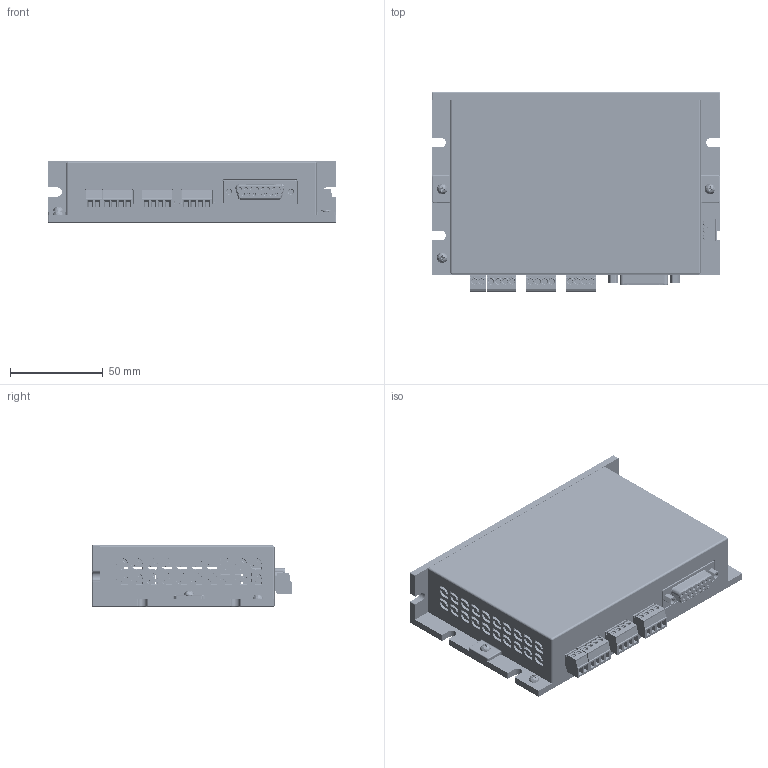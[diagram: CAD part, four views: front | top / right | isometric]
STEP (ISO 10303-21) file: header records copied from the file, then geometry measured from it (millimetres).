
FILE_DESCRIPTION((''),'2;1');
FILE_NAME('RT-R60X3V4_0','2025-03-31T17:19:09',('ruiwe'),(''),'CREO PARAMETRIC BY PTC INC, 2021063','CREO PARAMETRIC BY PTC INC, 2021063','');
FILE_SCHEMA(('CONFIG_CONTROL_DESIGN','SHAPE_APPEARANCE_LAYERS_GROUPS'));
Products named in the file (1): RT-R60X3V4_0
Bounding box: 155 x 107.25 x 33.01 mm (x, y, z)
Volume: 148898.9 mm3; surface area: 124894.4 mm2
Topology: 2 solids, 1585 shells, 5617 faces, 41072 edges, 37136 vertices
Faces by surface type: plane 3628, cylinder 1248, torus 343, cone 210, sphere 100, bspline 80, revolution 4, extrusion 4
Entity records: 555190 total; most frequent: CARTESIAN_POINT 163074, ORIENTED_EDGE 50830, EDGE_CURVE 40992, PRESENTATION_STYLE_ASSIGNMENT 38211, STYLED_ITEM 38126, VERTEX_POINT 37193, DIRECTION 36484, CURVE_STYLE 33997
